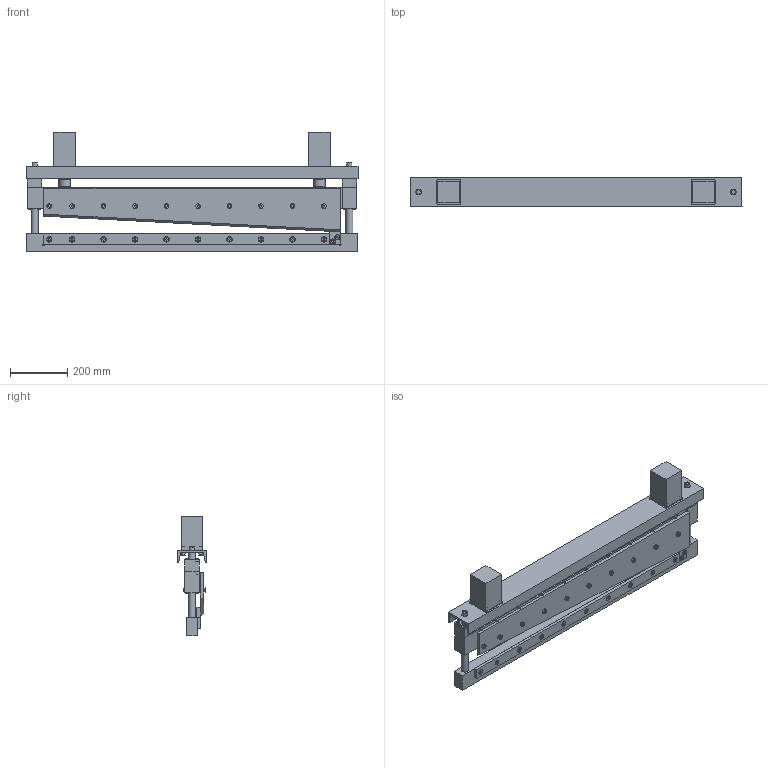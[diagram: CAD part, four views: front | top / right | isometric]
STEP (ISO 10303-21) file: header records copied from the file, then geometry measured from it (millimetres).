
FILE_DESCRIPTION(/* description */ (''),/* implementation_level */ '2;1');
FILE_NAME(/* name */ 'GH1000.stp',/* time_stamp */ '2018-01-17T17:24:16-05:00',/* author */ ('ppanana'),/* organization */ (''),/* preprocessor_version */ 'ST-DEVELOPER v16.1',/* originating_system */ 'Autodesk Inventor 2016',/* authorisation */ '');
FILE_SCHEMA (('CONFIG_CONTROL_DESIGN'));
Products named in the file (1): GH1000 SOLID MODEL
Bounding box: 1160 x 101.6 x 419.15 mm (x, y, z)
Surface area: 1774204.3 mm2 (no closed solid volume)
Topology: 0 solids, 100 shells, 1318 faces, 2812 edges, 1802 vertices
Faces by surface type: plane 776, cylinder 412, cone 112, bspline 10, torus 8
Full cylindrical faces by diameter (mm): 4.917 x12, 6 x12, 6.6 x4, 6.647 x12, 7.798 x8, 8 x12, 8.376 x12, 9 x12, 9.525 x18, 10 x22, 10.106 x4, 10.5 x8, 10.592 x10, 10.8 x20, 11.1 x8, 12 x4, 12.5 x10, 12.7 x2, 12.8 x2, 13 x2, 14.287 x18, 16 x22, 18 x4, 19.05 x2, 19.3 x2, 20 x2, 25 x12, 39.688 x2, 40 x8
Entity records: 84171 total; most frequent: CARTESIAN_POINT 55596, DIRECTION 5736, ORIENTED_EDGE 4660, EDGE_CURVE 2328, AXIS2_PLACEMENT_3D 2119, EDGE_LOOP 1976, VERTEX_POINT 1704, LINE 1498
